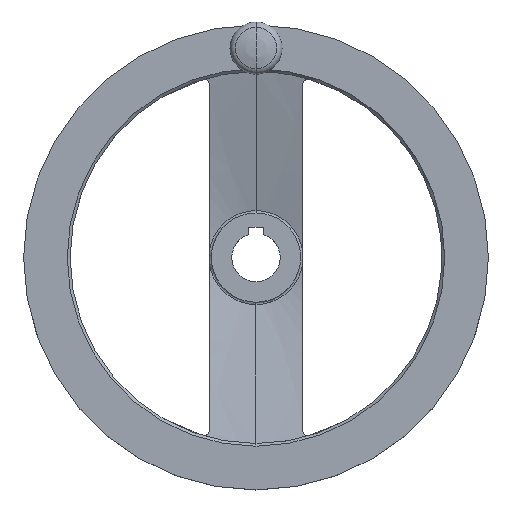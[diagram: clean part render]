
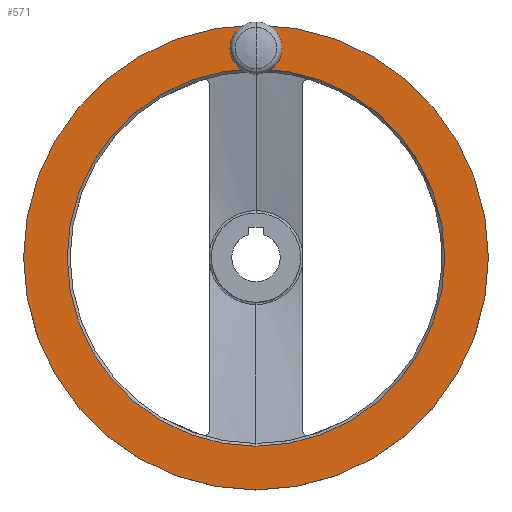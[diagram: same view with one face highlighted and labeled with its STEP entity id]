
A CAD part, top view. The second image highlights one B-rep face of the part: STEP entity #571.
In plain terms, the highlighted planar face has unit normal (0, 0, 1).
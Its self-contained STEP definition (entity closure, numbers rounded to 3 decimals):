
#305=VERTEX_POINT('',#845);
#377=EDGE_CURVE('',#631,#629,#923,.T.);
#379=EDGE_CURVE('',#595,#673,#925,.T.);
#571=ADVANCED_FACE('',(#1140,#1141,#1142),#1143,.T.);
#577=EDGE_CURVE('',#673,#595,#1150,.T.);
#591=EDGE_CURVE('',#639,#305,#1164,.T.);
#595=VERTEX_POINT('',#1168);
#603=EDGE_CURVE('',#305,#639,#1176,.T.);
#629=VERTEX_POINT('',#1205);
#631=VERTEX_POINT('',#1207);
#639=VERTEX_POINT('',#1215);
#655=EDGE_CURVE('',#629,#631,#1231,.T.);
#673=VERTEX_POINT('',#1252);
#845=CARTESIAN_POINT('',(0.,119.0,51.0));
#923=CIRCLE('',#1573,101.5);
#925=CIRCLE('',#1576,125.0);
#1140=FACE_BOUND('',#1998,.T.);
#1141=FACE_BOUND('',#1999,.T.);
#1142=FACE_OUTER_BOUND('',#2000,.T.);
#1143=PLANE('',#2001);
#1150=CIRCLE('',#2009,125.0);
#1164=CIRCLE('',#2030,6.5);
#1168=CARTESIAN_POINT('',(0.,-125.0,51.0));
#1176=CIRCLE('',#2044,6.5);
#1205=CARTESIAN_POINT('',(0.,-101.5,51.0));
#1207=CARTESIAN_POINT('',(0.,101.5,51.0));
#1215=CARTESIAN_POINT('',(0.,106.0,51.0));
#1231=CIRCLE('',#2129,101.5);
#1252=CARTESIAN_POINT('',(0.,125.0,51.0));
#1573=AXIS2_PLACEMENT_3D('',#2536,#2537,#2538);
#1576=AXIS2_PLACEMENT_3D('',#2539,#2540,#2541);
#1998=EDGE_LOOP('',(#2814,#2815));
#1999=EDGE_LOOP('',(#2816,#2817));
#2000=EDGE_LOOP('',(#2818,#2819));
#2001=AXIS2_PLACEMENT_3D('',#2820,#2821,#2822);
#2009=AXIS2_PLACEMENT_3D('',#2831,#2832,#2833);
#2030=AXIS2_PLACEMENT_3D('',#2842,#2843,#2844);
#2044=AXIS2_PLACEMENT_3D('',#2848,#2849,#2850);
#2129=AXIS2_PLACEMENT_3D('',#2902,#2903,#2904);
#2536=CARTESIAN_POINT('',(0.,0.,51.0));
#2537=DIRECTION('',(0.,0.,1.0));
#2538=DIRECTION('',(0.,1.0,0.));
#2539=CARTESIAN_POINT('',(0.,0.,51.0));
#2540=DIRECTION('',(0.,0.,1.0));
#2541=DIRECTION('',(0.,1.0,0.));
#2814=ORIENTED_EDGE('',*,*,#591,.T.);
#2815=ORIENTED_EDGE('',*,*,#603,.T.);
#2816=ORIENTED_EDGE('',*,*,#377,.F.);
#2817=ORIENTED_EDGE('',*,*,#655,.F.);
#2818=ORIENTED_EDGE('',*,*,#577,.T.);
#2819=ORIENTED_EDGE('',*,*,#379,.T.);
#2820=CARTESIAN_POINT('',(0.,113.25,51.0));
#2821=DIRECTION('',(0.,0.,1.0));
#2822=DIRECTION('',(0.,1.0,0.0));
#2831=CARTESIAN_POINT('',(0.,0.,51.0));
#2832=DIRECTION('',(0.,0.,1.0));
#2833=DIRECTION('',(0.,1.0,0.));
#2842=CARTESIAN_POINT('',(0.,112.5,51.0));
#2843=DIRECTION('',(0.,0.,-1.0));
#2844=DIRECTION('',(0.,-1.0,0.));
#2848=CARTESIAN_POINT('',(0.,112.5,51.0));
#2849=DIRECTION('',(0.,0.,-1.0));
#2850=DIRECTION('',(0.,-1.0,0.));
#2902=CARTESIAN_POINT('',(0.,0.,51.0));
#2903=DIRECTION('',(0.,0.,1.0));
#2904=DIRECTION('',(0.,1.0,0.));
